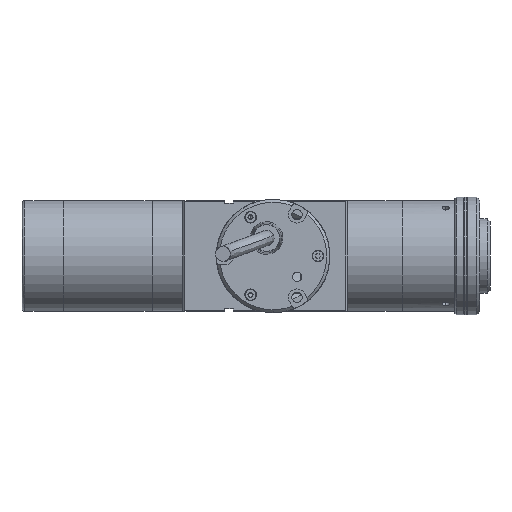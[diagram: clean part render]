
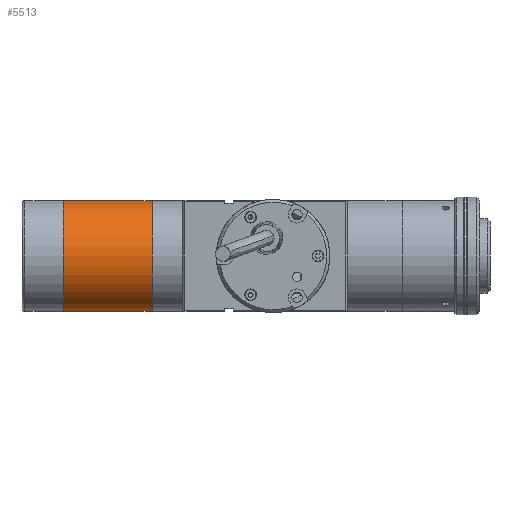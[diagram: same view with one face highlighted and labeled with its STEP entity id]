
A CAD part, front view. The second image highlights one B-rep face of the part: STEP entity #5513.
In plain terms, the highlighted cylindrical face has radius 18.85 mm (diameter 37.7 mm), a partial arc.
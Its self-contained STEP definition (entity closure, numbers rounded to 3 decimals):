
#300 = EDGE_CURVE ( 'NONE', #12682, #12942, #3130, .T. ) ;
#1944 = CARTESIAN_POINT ( 'NONE',  ( 146.44, 0., 0. ) ) ;
#2014 = DIRECTION ( 'NONE',  ( -1., 0., 0. ) ) ;
#2098 = DIRECTION ( 'NONE',  ( -1., 0., 0. ) ) ;
#2813 = ORIENTED_EDGE ( 'NONE', *, *, #300, .F. ) ;
#2892 = CARTESIAN_POINT ( 'NONE',  ( 176.634, 0., 18.85 ) ) ;
#3100 = DIRECTION ( 'NONE',  ( 0., 0., 1. ) ) ;
#3130 = LINE ( 'NONE', #5893, #5898 ) ;
#3245 = CARTESIAN_POINT ( 'NONE',  ( 146.44, 0., -18.85 ) ) ;
#3541 = DIRECTION ( 'NONE',  ( -1., 0., 0. ) ) ;
#3807 = FACE_OUTER_BOUND ( 'NONE', #10421, .T. ) ;
#3845 = ORIENTED_EDGE ( 'NONE', *, *, #7458, .T. ) ;
#4066 = CARTESIAN_POINT ( 'NONE',  ( 176.634, 0., 0. ) ) ;
#5218 = DIRECTION ( 'NONE',  ( 0., 0., 1. ) ) ;
#5236 = AXIS2_PLACEMENT_3D ( 'NONE', #4066, #12203, #5218 ) ;
#5424 = CYLINDRICAL_SURFACE ( 'NONE', #10346, 18.85 ) ;
#5513 = ADVANCED_FACE ( 'NONE', ( #3807 ), #5424, .T. ) ;
#5893 = CARTESIAN_POINT ( 'NONE',  ( 2.1, 0., -18.85 ) ) ;
#5898 = VECTOR ( 'NONE', #3541, 1000. ) ;
#6017 = VERTEX_POINT ( 'NONE', #2892 ) ;
#6715 = CARTESIAN_POINT ( 'NONE',  ( 2.1, 0., 18.85 ) ) ;
#7409 = CARTESIAN_POINT ( 'NONE',  ( 176.634, 0., -18.85 ) ) ;
#7458 = EDGE_CURVE ( 'NONE', #6017, #11586, #10112, .T. ) ;
#10112 = LINE ( 'NONE', #6715, #12855 ) ;
#10116 = DIRECTION ( 'NONE',  ( -1., 0., 0. ) ) ;
#10193 = DIRECTION ( 'NONE',  ( 0., 0., 1. ) ) ;
#10346 = AXIS2_PLACEMENT_3D ( 'NONE', #11305, #2014, #10193 ) ;
#10356 = AXIS2_PLACEMENT_3D ( 'NONE', #1944, #10116, #3100 ) ;
#10421 = EDGE_LOOP ( 'NONE', ( #2813, #11583, #3845, #14274 ) ) ;
#11305 = CARTESIAN_POINT ( 'NONE',  ( 2.1, 0., 0. ) ) ;
#11480 = CARTESIAN_POINT ( 'NONE',  ( 146.44, 0., 18.85 ) ) ;
#11495 = EDGE_CURVE ( 'NONE', #12942, #11586, #13209, .T. ) ;
#11583 = ORIENTED_EDGE ( 'NONE', *, *, #13318, .T. ) ;
#11586 = VERTEX_POINT ( 'NONE', #11480 ) ;
#12203 = DIRECTION ( 'NONE',  ( -1., 0., 0. ) ) ;
#12436 = CIRCLE ( 'NONE', #5236, 18.85 ) ;
#12682 = VERTEX_POINT ( 'NONE', #7409 ) ;
#12855 = VECTOR ( 'NONE', #2098, 1000. ) ;
#12942 = VERTEX_POINT ( 'NONE', #3245 ) ;
#13209 = CIRCLE ( 'NONE', #10356, 18.85 ) ;
#13318 = EDGE_CURVE ( 'NONE', #12682, #6017, #12436, .T. ) ;
#14274 = ORIENTED_EDGE ( 'NONE', *, *, #11495, .F. ) ;
